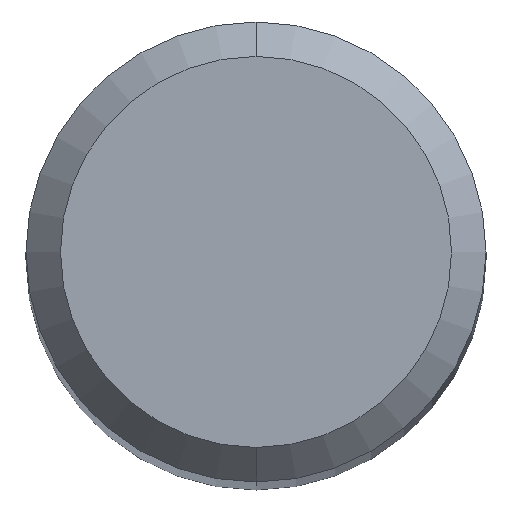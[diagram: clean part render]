
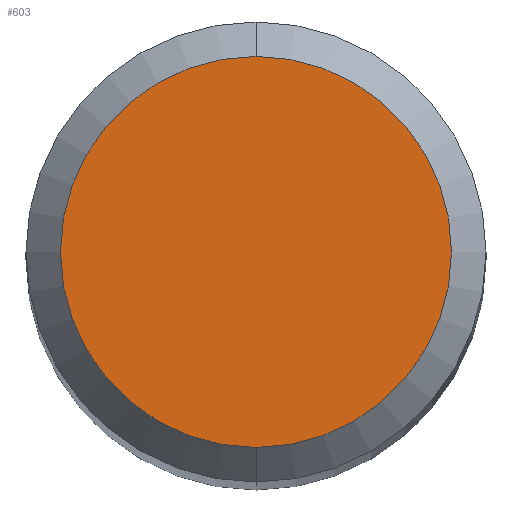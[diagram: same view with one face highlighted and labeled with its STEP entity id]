
A CAD part, top view. The second image highlights one B-rep face of the part: STEP entity #603.
In plain terms, the highlighted planar face has unit normal (0, 0, 1).
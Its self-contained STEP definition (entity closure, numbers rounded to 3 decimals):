
#603=ADVANCED_FACE('',(#1303),#1304,.T.);
#813=VERTEX_POINT('',#1533);
#907=EDGE_CURVE('',#813,#1007,#1635,.T.);
#977=EDGE_CURVE('',#1007,#813,#1712,.T.);
#1007=VERTEX_POINT('',#1744);
#1303=FACE_OUTER_BOUND('',#2970,.T.);
#1304=PLANE('',#2971);
#1533=CARTESIAN_POINT('',(0.0,1.7,0.0));
#1635=CIRCLE('',#4200,1.7);
#1712=CIRCLE('',#4549,1.7);
#1744=CARTESIAN_POINT('',(0.,-1.7,0.0));
#2970=EDGE_LOOP('',(#5053,#5054));
#2971=AXIS2_PLACEMENT_3D('',#5055,#5056,#5057);
#4200=AXIS2_PLACEMENT_3D('',#5412,#5413,#5414);
#4549=AXIS2_PLACEMENT_3D('',#5482,#5483,#5484);
#5053=ORIENTED_EDGE('',*,*,#907,.F.);
#5054=ORIENTED_EDGE('',*,*,#977,.F.);
#5055=CARTESIAN_POINT('',(0.0,0.85,0.0));
#5056=DIRECTION('',(-0.0,0.0,1.0));
#5057=DIRECTION('',(0.0,-1.0,0.0));
#5412=CARTESIAN_POINT('',(0.0,0.0,0.0));
#5413=DIRECTION('',(0.0,0.0,-1.0));
#5414=DIRECTION('',(0.0,1.0,0.0));
#5482=CARTESIAN_POINT('',(0.0,0.0,0.0));
#5483=DIRECTION('',(0.0,0.0,-1.0));
#5484=DIRECTION('',(0.0,1.0,0.0));
